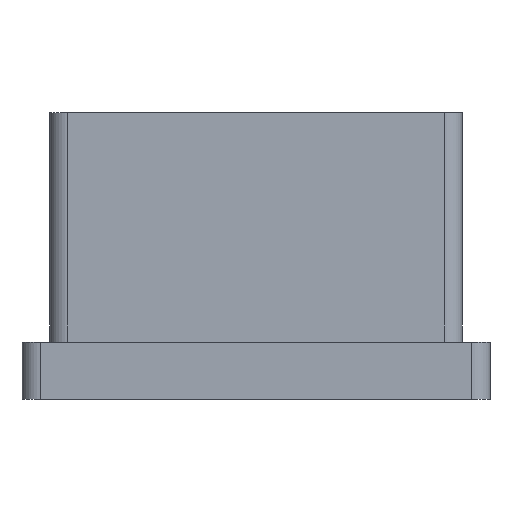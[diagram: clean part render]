
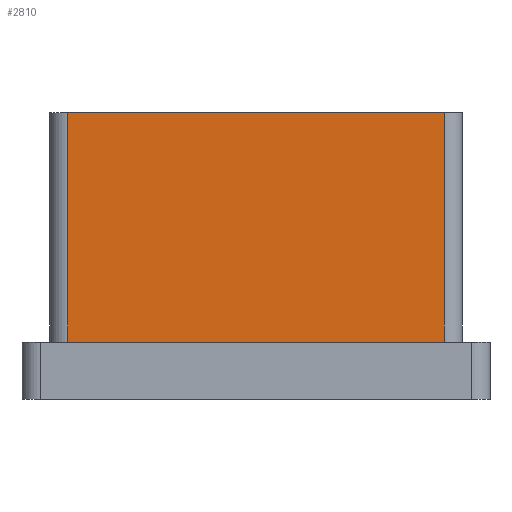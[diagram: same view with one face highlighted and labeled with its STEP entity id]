
A CAD part, left-side view. The second image highlights one B-rep face of the part: STEP entity #2810.
In plain terms, the highlighted planar face has unit normal (-1, 0, 0).
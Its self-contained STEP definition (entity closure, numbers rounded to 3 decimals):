
#232=PLANE('',#3045);
#312=FACE_OUTER_BOUND('',#488,.T.);
#488=EDGE_LOOP('',(#2062,#2063,#2064,#2065));
#708=LINE('',#3961,#954);
#709=LINE('',#3963,#955);
#710=LINE('',#3965,#956);
#711=LINE('',#3966,#957);
#954=VECTOR('',#3370,10.414);
#955=VECTOR('',#3371,6.35);
#956=VECTOR('',#3372,10.414);
#957=VECTOR('',#3373,6.35);
#1287=VERTEX_POINT('',#3959);
#1288=VERTEX_POINT('',#3960);
#1289=VERTEX_POINT('',#3962);
#1290=VERTEX_POINT('',#3964);
#1586=EDGE_CURVE('',#1287,#1288,#708,.T.);
#1587=EDGE_CURVE('',#1288,#1289,#709,.T.);
#1588=EDGE_CURVE('',#1290,#1289,#710,.T.);
#1589=EDGE_CURVE('',#1290,#1287,#711,.T.);
#2062=ORIENTED_EDGE('',*,*,#1586,.T.);
#2063=ORIENTED_EDGE('',*,*,#1587,.T.);
#2064=ORIENTED_EDGE('',*,*,#1588,.F.);
#2065=ORIENTED_EDGE('',*,*,#1589,.T.);
#2810=ADVANCED_FACE('',(#312),#232,.T.);
#3045=AXIS2_PLACEMENT_3D('',#3958,#3368,#3369);
#3368=DIRECTION('center_axis',(-1.,0.,0.));
#3369=DIRECTION('ref_axis',(0.,-1.,0.));
#3370=DIRECTION('',(0.,-1.,0.));
#3371=DIRECTION('',(0.,0.,1.));
#3372=DIRECTION('',(0.,-1.,0.));
#3373=DIRECTION('',(0.,0.,-1.));
#3958=CARTESIAN_POINT('Origin',(-5.715,5.715,-4.572));
#3959=CARTESIAN_POINT('',(-5.715,5.207,-4.572));
#3960=CARTESIAN_POINT('',(-5.715,-5.207,-4.572));
#3961=CARTESIAN_POINT('',(-5.715,5.207,-4.572));
#3962=CARTESIAN_POINT('',(-5.715,-5.207,1.778));
#3963=CARTESIAN_POINT('',(-5.715,-5.207,-4.572));
#3964=CARTESIAN_POINT('',(-5.715,5.207,1.778));
#3965=CARTESIAN_POINT('',(-5.715,5.207,1.778));
#3966=CARTESIAN_POINT('',(-5.715,5.207,1.778));
